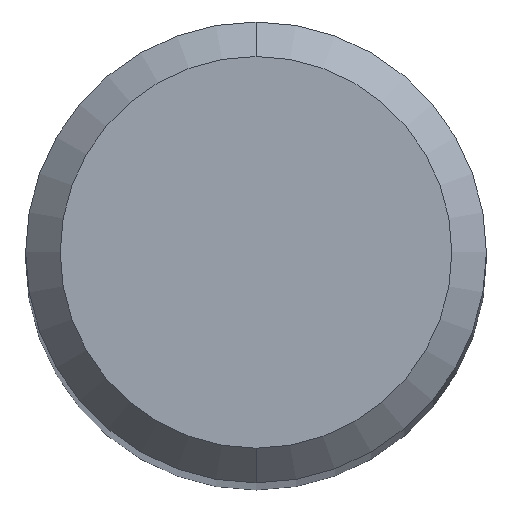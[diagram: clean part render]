
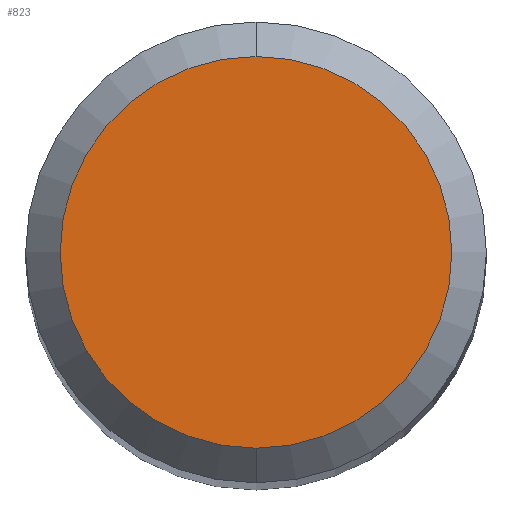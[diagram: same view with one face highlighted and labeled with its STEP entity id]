
A CAD part, top view. The second image highlights one B-rep face of the part: STEP entity #823.
In plain terms, the highlighted planar face has unit normal (0, 0, 1).
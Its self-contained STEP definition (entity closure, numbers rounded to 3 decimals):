
#533=EDGE_CURVE('',#681,#673,#1149,.T.);
#673=VERTEX_POINT('',#1304);
#681=VERTEX_POINT('',#1313);
#823=ADVANCED_FACE('',(#1467),#1468,.T.);
#893=EDGE_CURVE('',#673,#681,#1543,.T.);
#1149=CIRCLE('',#2470,1.7);
#1304=CARTESIAN_POINT('',(0.0,1.7,0.0));
#1313=CARTESIAN_POINT('',(0.,-1.7,0.0));
#1467=FACE_OUTER_BOUND('',#3760,.T.);
#1468=PLANE('',#3761);
#1543=CIRCLE('',#4303,1.7);
#2470=AXIS2_PLACEMENT_3D('',#4569,#4570,#4571);
#3760=EDGE_LOOP('',(#4947,#4948));
#3761=AXIS2_PLACEMENT_3D('',#4949,#4950,#4951);
#4303=AXIS2_PLACEMENT_3D('',#5008,#5009,#5010);
#4569=CARTESIAN_POINT('',(0.0,0.0,0.0));
#4570=DIRECTION('',(0.0,0.0,-1.0));
#4571=DIRECTION('',(0.0,1.0,0.0));
#4947=ORIENTED_EDGE('',*,*,#893,.F.);
#4948=ORIENTED_EDGE('',*,*,#533,.F.);
#4949=CARTESIAN_POINT('',(0.0,0.85,0.0));
#4950=DIRECTION('',(-0.0,0.0,1.0));
#4951=DIRECTION('',(0.0,-1.0,0.0));
#5008=CARTESIAN_POINT('',(0.0,0.0,0.0));
#5009=DIRECTION('',(0.0,0.0,-1.0));
#5010=DIRECTION('',(0.0,1.0,0.0));
